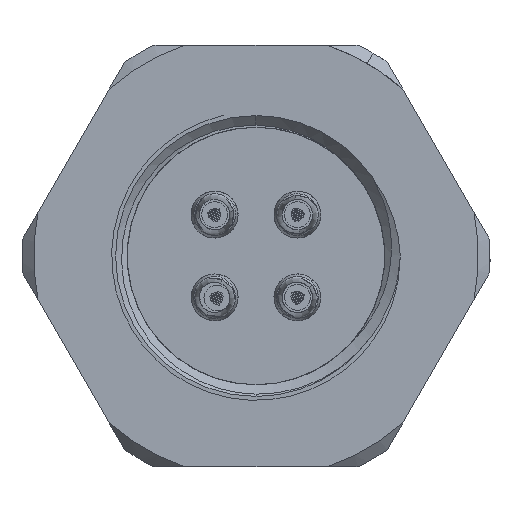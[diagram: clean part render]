
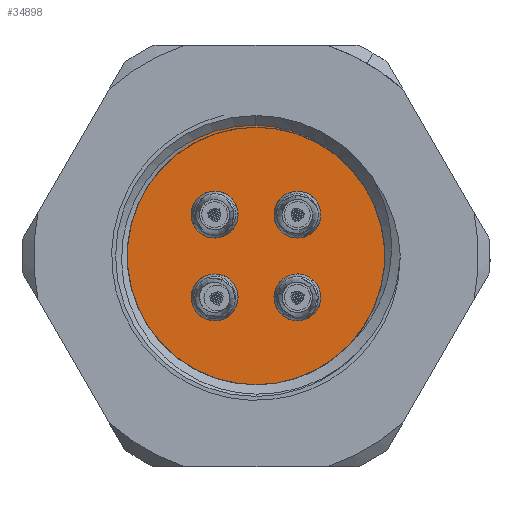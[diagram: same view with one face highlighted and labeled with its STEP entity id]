
A CAD part, left-side view. The second image highlights one B-rep face of the part: STEP entity #34898.
In plain terms, the highlighted face is planar.
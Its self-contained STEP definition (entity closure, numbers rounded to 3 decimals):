
#1989 = CARTESIAN_POINT ( 'NONE',  ( 9.35, -1.768, -1.768 ) ) ;
#3297 = ORIENTED_EDGE ( 'NONE', *, *, #25807, .F. ) ;
#3734 = EDGE_LOOP ( 'NONE', ( #47328, #50993 ) ) ;
#4162 = CIRCLE ( 'NONE', #5899, 6. ) ;
#4442 = EDGE_LOOP ( 'NONE', ( #31861, #52054 ) ) ;
#4560 = FACE_BOUND ( 'NONE', #3734, .T. ) ;
#4617 = CARTESIAN_POINT ( 'NONE',  ( 9.35, -1.768, 2.518 ) ) ;
#4743 = AXIS2_PLACEMENT_3D ( 'NONE', #13254, #12449, #25870 ) ;
#5100 = CARTESIAN_POINT ( 'NONE',  ( 9.35, 4.5, 0. ) ) ;
#5899 = AXIS2_PLACEMENT_3D ( 'NONE', #50595, #38057, #21977 ) ;
#5983 = CARTESIAN_POINT ( 'NONE',  ( 9.35, -1.768, 1.018 ) ) ;
#6988 = VERTEX_POINT ( 'NONE', #41635 ) ;
#8633 = VERTEX_POINT ( 'NONE', #52867 ) ;
#10277 = DIRECTION ( 'NONE',  ( 1., 0., 0. ) ) ;
#10661 = DIRECTION ( 'NONE',  ( 0., 0., -1. ) ) ;
#10864 = DIRECTION ( 'NONE',  ( 0., 0., -1. ) ) ;
#11331 = EDGE_CURVE ( 'NONE', #25802, #11478, #31095, .T. ) ;
#11337 = ORIENTED_EDGE ( 'NONE', *, *, #52753, .F. ) ;
#11478 = VERTEX_POINT ( 'NONE', #4617 ) ;
#12449 = DIRECTION ( 'NONE',  ( 1., 0., 0. ) ) ;
#12747 = CIRCLE ( 'NONE', #49545, 0.75 ) ;
#12848 = EDGE_CURVE ( 'NONE', #6988, #29672, #25948, .T. ) ;
#13254 = CARTESIAN_POINT ( 'NONE',  ( 9.35, 1.768, 1.768 ) ) ;
#13905 = AXIS2_PLACEMENT_3D ( 'NONE', #33547, #30337, #29529 ) ;
#15195 = VERTEX_POINT ( 'NONE', #39215 ) ;
#15689 = DIRECTION ( 'NONE',  ( 0., 0., -1. ) ) ;
#15825 = DIRECTION ( 'NONE',  ( 1., 0., 0. ) ) ;
#17850 = VERTEX_POINT ( 'NONE', #19845 ) ;
#18149 = AXIS2_PLACEMENT_3D ( 'NONE', #46964, #10277, #18305 ) ;
#18205 = ORIENTED_EDGE ( 'NONE', *, *, #32502, .T. ) ;
#18298 = DIRECTION ( 'NONE',  ( 0., 0., -1. ) ) ;
#18305 = DIRECTION ( 'NONE',  ( 0., 0., -1. ) ) ;
#18603 = CIRCLE ( 'NONE', #33994, 0.75 ) ;
#18966 = CARTESIAN_POINT ( 'NONE',  ( 9.35, 1.768, 1.768 ) ) ;
#19845 = CARTESIAN_POINT ( 'NONE',  ( 9.35, 1.768, 1.018 ) ) ;
#20749 = CIRCLE ( 'NONE', #18149, 0.75 ) ;
#20832 = EDGE_CURVE ( 'NONE', #17850, #15195, #12747, .T. ) ;
#20900 = PLANE ( 'NONE',  #23838 ) ;
#21432 = DIRECTION ( 'NONE',  ( -1., 0., 0. ) ) ;
#21927 = EDGE_LOOP ( 'NONE', ( #18205, #36934 ) ) ;
#21977 = DIRECTION ( 'NONE',  ( 0., 0., -1. ) ) ;
#23370 = AXIS2_PLACEMENT_3D ( 'NONE', #31211, #47560, #10864 ) ;
#23838 = AXIS2_PLACEMENT_3D ( 'NONE', #5100, #21432, #50067 ) ;
#25802 = VERTEX_POINT ( 'NONE', #5983 ) ;
#25807 = EDGE_CURVE ( 'NONE', #42725, #27941, #43040, .T. ) ;
#25870 = DIRECTION ( 'NONE',  ( 0., 0., -1. ) ) ;
#25948 = CIRCLE ( 'NONE', #23370, 6. ) ;
#26298 = AXIS2_PLACEMENT_3D ( 'NONE', #1989, #30883, #18298 ) ;
#27941 = VERTEX_POINT ( 'NONE', #32353 ) ;
#28032 = CARTESIAN_POINT ( 'NONE',  ( 9.35, 1.768, -1.768 ) ) ;
#28477 = AXIS2_PLACEMENT_3D ( 'NONE', #39999, #15825, #52033 ) ;
#28965 = EDGE_CURVE ( 'NONE', #15195, #17850, #30392, .T. ) ;
#29351 = DIRECTION ( 'NONE',  ( 0., 0., -1. ) ) ;
#29454 = FACE_OUTER_BOUND ( 'NONE', #21927, .T. ) ;
#29529 = DIRECTION ( 'NONE',  ( 0., 0., -1. ) ) ;
#29672 = VERTEX_POINT ( 'NONE', #51226 ) ;
#30337 = DIRECTION ( 'NONE',  ( 1., 0., 0. ) ) ;
#30392 = CIRCLE ( 'NONE', #4743, 0.75 ) ;
#30883 = DIRECTION ( 'NONE',  ( 1., 0., 0. ) ) ;
#31095 = CIRCLE ( 'NONE', #28477, 0.75 ) ;
#31211 = CARTESIAN_POINT ( 'NONE',  ( 9.35, 0., 0. ) ) ;
#31354 = EDGE_CURVE ( 'NONE', #27941, #42725, #39139, .T. ) ;
#31861 = ORIENTED_EDGE ( 'NONE', *, *, #52019, .F. ) ;
#32248 = CARTESIAN_POINT ( 'NONE',  ( 9.35, 1.768, -1.018 ) ) ;
#32353 = CARTESIAN_POINT ( 'NONE',  ( 9.35, -1.768, -2.518 ) ) ;
#32502 = EDGE_CURVE ( 'NONE', #29672, #6988, #4162, .T. ) ;
#33547 = CARTESIAN_POINT ( 'NONE',  ( 9.35, -1.768, -1.768 ) ) ;
#33994 = AXIS2_PLACEMENT_3D ( 'NONE', #28032, #35833, #15689 ) ;
#34898 = ADVANCED_FACE ( 'NONE', ( #49794, #37519, #41242, #4560, #29454 ), #20900, .F. ) ;
#35833 = DIRECTION ( 'NONE',  ( 1., 0., 0. ) ) ;
#36195 = CIRCLE ( 'NONE', #48190, 0.75 ) ;
#36934 = ORIENTED_EDGE ( 'NONE', *, *, #12848, .T. ) ;
#37519 = FACE_BOUND ( 'NONE', #50724, .T. ) ;
#37656 = CARTESIAN_POINT ( 'NONE',  ( 9.35, -1.768, -1.018 ) ) ;
#37692 = CARTESIAN_POINT ( 'NONE',  ( 9.35, -1.768, 1.768 ) ) ;
#38057 = DIRECTION ( 'NONE',  ( 1., 0., 0. ) ) ;
#39139 = CIRCLE ( 'NONE', #26298, 0.75 ) ;
#39215 = CARTESIAN_POINT ( 'NONE',  ( 9.35, 1.768, 2.518 ) ) ;
#39999 = CARTESIAN_POINT ( 'NONE',  ( 9.35, -1.768, 1.768 ) ) ;
#41242 = FACE_BOUND ( 'NONE', #4442, .T. ) ;
#41635 = CARTESIAN_POINT ( 'NONE',  ( 9.35, 0., 6. ) ) ;
#42725 = VERTEX_POINT ( 'NONE', #37656 ) ;
#42869 = EDGE_LOOP ( 'NONE', ( #50974, #11337 ) ) ;
#43040 = CIRCLE ( 'NONE', #13905, 0.75 ) ;
#46820 = ORIENTED_EDGE ( 'NONE', *, *, #31354, .F. ) ;
#46964 = CARTESIAN_POINT ( 'NONE',  ( 9.35, 1.768, -1.768 ) ) ;
#47328 = ORIENTED_EDGE ( 'NONE', *, *, #20832, .F. ) ;
#47560 = DIRECTION ( 'NONE',  ( 1., 0., 0. ) ) ;
#48112 = EDGE_CURVE ( 'NONE', #52979, #8633, #18603, .T. ) ;
#48190 = AXIS2_PLACEMENT_3D ( 'NONE', #37692, #48448, #29351 ) ;
#48448 = DIRECTION ( 'NONE',  ( 1., 0., 0. ) ) ;
#49545 = AXIS2_PLACEMENT_3D ( 'NONE', #18966, #50821, #10661 ) ;
#49794 = FACE_BOUND ( 'NONE', #42869, .T. ) ;
#50067 = DIRECTION ( 'NONE',  ( 0., 0., 1. ) ) ;
#50595 = CARTESIAN_POINT ( 'NONE',  ( 9.35, 0., 0. ) ) ;
#50724 = EDGE_LOOP ( 'NONE', ( #46820, #3297 ) ) ;
#50821 = DIRECTION ( 'NONE',  ( 1., 0., 0. ) ) ;
#50974 = ORIENTED_EDGE ( 'NONE', *, *, #11331, .F. ) ;
#50993 = ORIENTED_EDGE ( 'NONE', *, *, #28965, .F. ) ;
#51226 = CARTESIAN_POINT ( 'NONE',  ( 9.35, 0., -6. ) ) ;
#52019 = EDGE_CURVE ( 'NONE', #8633, #52979, #20749, .T. ) ;
#52033 = DIRECTION ( 'NONE',  ( 0., 0., -1. ) ) ;
#52054 = ORIENTED_EDGE ( 'NONE', *, *, #48112, .F. ) ;
#52753 = EDGE_CURVE ( 'NONE', #11478, #25802, #36195, .T. ) ;
#52867 = CARTESIAN_POINT ( 'NONE',  ( 9.35, 1.768, -2.518 ) ) ;
#52979 = VERTEX_POINT ( 'NONE', #32248 ) ;
